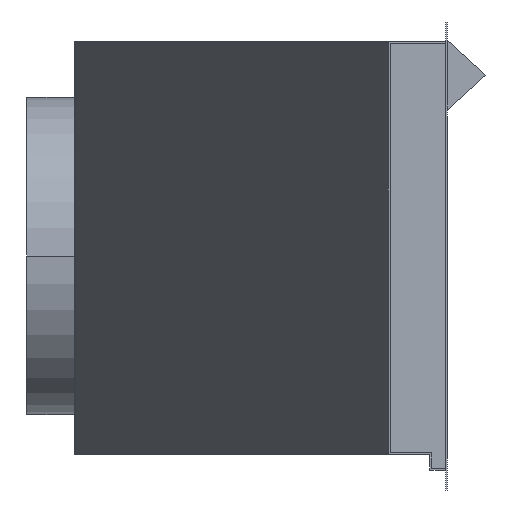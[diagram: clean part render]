
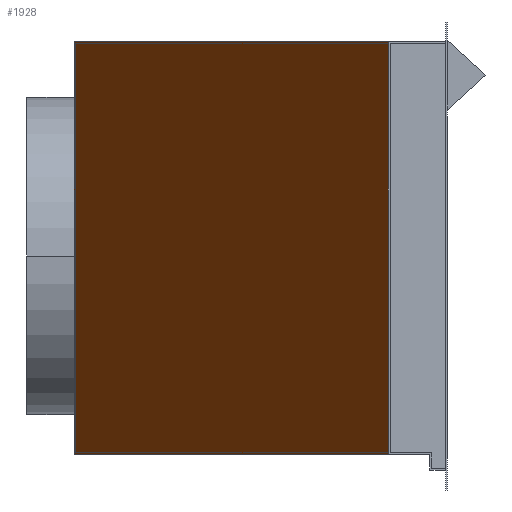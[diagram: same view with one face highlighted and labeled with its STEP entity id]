
A CAD part, left-side view. The second image highlights one B-rep face of the part: STEP entity #1928.
In plain terms, the highlighted planar face has unit normal (-0.422, 0.906, 0).
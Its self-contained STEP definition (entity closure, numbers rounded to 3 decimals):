
#478=DIRECTION('',(-0.906,-0.422,0.));
#479=VECTOR('',#478,468.859);
#480=CARTESIAN_POINT('',(-122.5,235.,135.));
#481=LINE('',#480,#479);
#538=DIRECTION('',(-0.906,-0.422,0.));
#539=VECTOR('',#538,468.859);
#540=CARTESIAN_POINT('',(-122.5,235.,-125.));
#541=LINE('',#540,#539);
#686=DIRECTION('',(0.,0.,-1.));
#687=VECTOR('',#686,260.);
#688=CARTESIAN_POINT('',(-122.5,235.,135.));
#689=LINE('',#688,#687);
#690=DIRECTION('',(0.,0.,-1.));
#691=VECTOR('',#690,260.);
#692=CARTESIAN_POINT('',(-547.5,37.,135.));
#693=LINE('',#692,#691);
#768=CARTESIAN_POINT('',(-122.5,235.,135.));
#769=VERTEX_POINT('',#768);
#770=CARTESIAN_POINT('',(-547.5,37.,135.));
#771=VERTEX_POINT('',#770);
#904=CARTESIAN_POINT('',(-122.5,235.,-125.));
#905=VERTEX_POINT('',#904);
#906=CARTESIAN_POINT('',(-547.5,37.,-125.));
#907=VERTEX_POINT('',#906);
#1916=CARTESIAN_POINT('',(-122.5,235.,135.));
#1917=DIRECTION('',(-0.422,0.906,0.));
#1918=DIRECTION('',(-0.906,-0.422,0.));
#1919=AXIS2_PLACEMENT_3D('',#1916,#1917,#1918);
#1920=PLANE('',#1919);
#1921=ORIENTED_EDGE('',*,*,#1674,.F.);
#1922=ORIENTED_EDGE('',*,*,#1714,.F.);
#1923=ORIENTED_EDGE('',*,*,#1585,.T.);
#1925=ORIENTED_EDGE('',*,*,#1924,.T.);
#1926=EDGE_LOOP('',(#1921,#1922,#1923,#1925));
#1927=FACE_OUTER_BOUND('',#1926,.F.);
#1928=ADVANCED_FACE('',(#1927),#1920,.T.);
#1585=EDGE_CURVE('',#769,#771,#481,.T.);
#1674=EDGE_CURVE('',#905,#907,#541,.T.);
#1714=EDGE_CURVE('',#769,#905,#689,.T.);
#1924=EDGE_CURVE('',#771,#907,#693,.T.);
